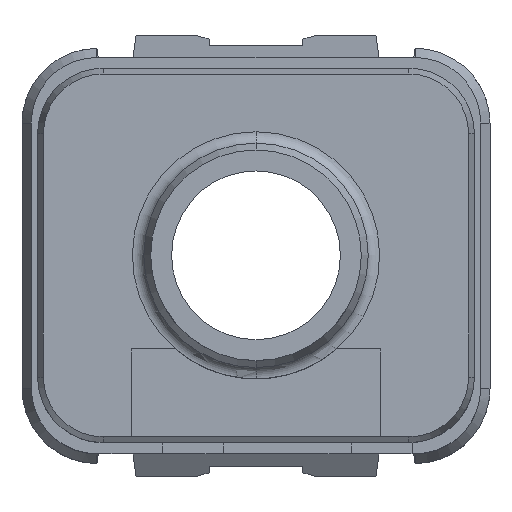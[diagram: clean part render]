
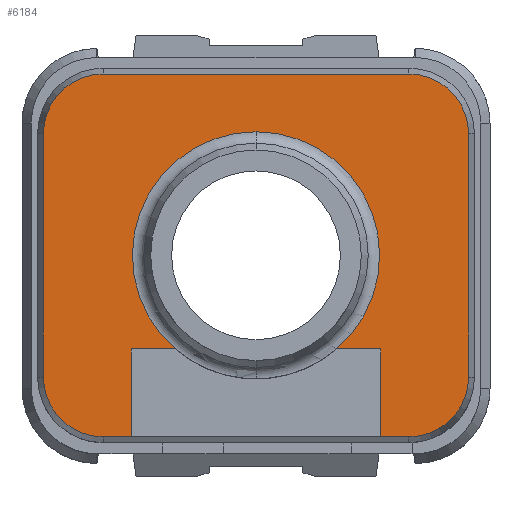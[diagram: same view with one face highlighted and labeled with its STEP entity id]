
A CAD part, top view. The second image highlights one B-rep face of the part: STEP entity #6184.
In plain terms, the highlighted planar face has unit normal (0, 0, 1).
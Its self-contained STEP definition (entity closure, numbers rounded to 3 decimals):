
#214=CARTESIAN_POINT('',(-4.9,3.9,4.18));
#215=DIRECTION('',(0.,0.,-1.));
#216=DIRECTION('',(-1.,0.,0.));
#217=AXIS2_PLACEMENT_3D('',#214,#215,#216);
#219=DIRECTION('',(1.,0.,0.));
#220=VECTOR('',#219,9.8);
#221=CARTESIAN_POINT('',(-4.9,5.812,4.18));
#222=LINE('',#221,#220);
#223=CARTESIAN_POINT('',(4.9,3.9,4.18));
#224=DIRECTION('',(0.,0.,-1.));
#225=DIRECTION('',(0.,1.,0.));
#226=AXIS2_PLACEMENT_3D('',#223,#224,#225);
#228=DIRECTION('',(0.,-1.,0.));
#229=VECTOR('',#228,7.8);
#230=CARTESIAN_POINT('',(6.812,3.9,4.18));
#231=LINE('',#230,#229);
#232=CARTESIAN_POINT('',(4.9,-3.9,4.18));
#233=DIRECTION('',(0.,0.,-1.));
#234=DIRECTION('',(1.,0.,0.));
#235=AXIS2_PLACEMENT_3D('',#232,#233,#234);
#237=DIRECTION('',(-1.,0.,0.));
#238=VECTOR('',#237,9.8);
#239=CARTESIAN_POINT('',(4.9,-5.812,4.18));
#240=LINE('',#239,#238);
#241=CARTESIAN_POINT('',(-4.9,-3.9,4.18));
#242=DIRECTION('',(0.,0.,-1.));
#243=DIRECTION('',(0.,-1.,0.));
#244=AXIS2_PLACEMENT_3D('',#241,#242,#243);
#246=DIRECTION('',(0.,1.,0.));
#247=VECTOR('',#246,7.8);
#248=CARTESIAN_POINT('',(-6.812,-3.9,4.18));
#249=LINE('',#248,#247);
#250=DIRECTION('',(0.,1.,0.));
#251=VECTOR('',#250,2.81);
#252=CARTESIAN_POINT('',(-4.,-5.81,4.18));
#253=LINE('',#252,#251);
#254=DIRECTION('',(-1.,0.,0.));
#255=VECTOR('',#254,8.);
#256=CARTESIAN_POINT('',(4.,-5.81,4.18));
#257=LINE('',#256,#255);
#258=DIRECTION('',(0.,-1.,0.));
#259=VECTOR('',#258,2.81);
#260=CARTESIAN_POINT('',(4.,-3.,4.18));
#261=LINE('',#260,#259);
#262=DIRECTION('',(1.,0.,0.));
#263=VECTOR('',#262,1.411);
#264=CARTESIAN_POINT('',(2.589,-3.,4.18));
#265=LINE('',#264,#263);
#266=CARTESIAN_POINT('',(0.,0.,4.18));
#267=DIRECTION('',(0.,0.,1.));
#268=DIRECTION('',(0.653,-0.757,0.));
#269=AXIS2_PLACEMENT_3D('',#266,#267,#268);
#271=CARTESIAN_POINT('',(0.,0.,4.18));
#272=DIRECTION('',(0.,0.,1.));
#273=DIRECTION('',(0.,1.,0.));
#274=AXIS2_PLACEMENT_3D('',#271,#272,#273);
#276=DIRECTION('',(1.,0.,0.));
#277=VECTOR('',#276,1.411);
#278=CARTESIAN_POINT('',(-4.,-3.,4.18));
#279=LINE('',#278,#277);
#4894=CARTESIAN_POINT('',(-6.812,3.9,4.18));
#4895=CARTESIAN_POINT('',(-4.9,5.812,4.18));
#4896=VERTEX_POINT('',#4894);
#4897=VERTEX_POINT('',#4895);
#4900=CARTESIAN_POINT('',(4.9,5.812,4.18));
#4901=VERTEX_POINT('',#4900);
#4904=CARTESIAN_POINT('',(6.812,3.9,4.18));
#4905=VERTEX_POINT('',#4904);
#4908=CARTESIAN_POINT('',(6.812,-3.9,4.18));
#4909=VERTEX_POINT('',#4908);
#4912=CARTESIAN_POINT('',(4.9,-5.812,4.18));
#4913=VERTEX_POINT('',#4912);
#4916=CARTESIAN_POINT('',(-4.9,-5.812,
4.18));
#4917=VERTEX_POINT('',#4916);
#4920=CARTESIAN_POINT('',(-6.812,-3.9,4.18));
#4921=VERTEX_POINT('',#4920);
#5509=CARTESIAN_POINT('',(0.,3.963,4.18));
#5510=VERTEX_POINT('',#5509);
#5779=CARTESIAN_POINT('',(-4.,-5.81,4.18));
#5780=CARTESIAN_POINT('',(-4.,-3.,4.18));
#5781=VERTEX_POINT('',#5779);
#5782=VERTEX_POINT('',#5780);
#5783=CARTESIAN_POINT('',(-2.589,-3.,4.18));
#5784=VERTEX_POINT('',#5783);
#5785=CARTESIAN_POINT('',(2.589,-3.,4.18));
#5786=CARTESIAN_POINT('',(4.,-3.,4.18));
#5787=VERTEX_POINT('',#5785);
#5788=VERTEX_POINT('',#5786);
#5789=CARTESIAN_POINT('',(4.,-5.81,4.18));
#5790=VERTEX_POINT('',#5789);
#6153=CARTESIAN_POINT('',(0.,0.,4.18));
#6154=DIRECTION('',(0.,0.,-1.));
#6155=DIRECTION('',(1.,0.,0.));
#6156=AXIS2_PLACEMENT_3D('',#6153,#6154,#6155);
#6157=PLANE('',#6156);
#6158=ORIENTED_EDGE('',*,*,#6052,.T.);
#6159=ORIENTED_EDGE('',*,*,#6093,.T.);
#6160=ORIENTED_EDGE('',*,*,#6108,.T.);
#6161=ORIENTED_EDGE('',*,*,#6147,.T.);
#6162=ORIENTED_EDGE('',*,*,#5966,.T.);
#6163=ORIENTED_EDGE('',*,*,#5981,.T.);
#6164=ORIENTED_EDGE('',*,*,#5996,.T.);
#6165=ORIENTED_EDGE('',*,*,#6037,.T.);
#6166=EDGE_LOOP('',(#6158,#6159,#6160,#6161,#6162,#6163,#6164,#6165));
#6167=FACE_OUTER_BOUND('',#6166,.F.);
#6169=ORIENTED_EDGE('',*,*,#6168,.F.);
#6171=ORIENTED_EDGE('',*,*,#6170,.F.);
#6173=ORIENTED_EDGE('',*,*,#6172,.F.);
#6175=ORIENTED_EDGE('',*,*,#6174,.F.);
#6177=ORIENTED_EDGE('',*,*,#6176,.T.);
#6179=ORIENTED_EDGE('',*,*,#6178,.T.);
#6181=ORIENTED_EDGE('',*,*,#6180,.F.);
#6182=EDGE_LOOP('',(#6169,#6171,#6173,#6175,#6177,#6179,#6181));
#6183=FACE_BOUND('',#6182,.F.);
#6184=ADVANCED_FACE('',(#6167,#6183),#6157,.F.);
#218=CIRCLE('',#217,1.912);
#227=CIRCLE('',#226,1.912);
#236=CIRCLE('',#235,1.912);
#245=CIRCLE('',#244,1.912);
#270=CIRCLE('',#269,3.963);
#275=CIRCLE('',#274,3.963);
#5966=EDGE_CURVE('',#4909,#4913,#236,.T.);
#5981=EDGE_CURVE('',#4913,#4917,#240,.T.);
#5996=EDGE_CURVE('',#4917,#4921,#245,.T.);
#6037=EDGE_CURVE('',#4921,#4896,#249,.T.);
#6052=EDGE_CURVE('',#4896,#4897,#218,.T.);
#6093=EDGE_CURVE('',#4897,#4901,#222,.T.);
#6108=EDGE_CURVE('',#4901,#4905,#227,.T.);
#6147=EDGE_CURVE('',#4905,#4909,#231,.T.);
#6168=EDGE_CURVE('',#5781,#5782,#253,.T.);
#6170=EDGE_CURVE('',#5790,#5781,#257,.T.);
#6172=EDGE_CURVE('',#5788,#5790,#261,.T.);
#6174=EDGE_CURVE('',#5787,#5788,#265,.T.);
#6176=EDGE_CURVE('',#5787,#5510,#270,.T.);
#6178=EDGE_CURVE('',#5510,#5784,#275,.T.);
#6180=EDGE_CURVE('',#5782,#5784,#279,.T.);
